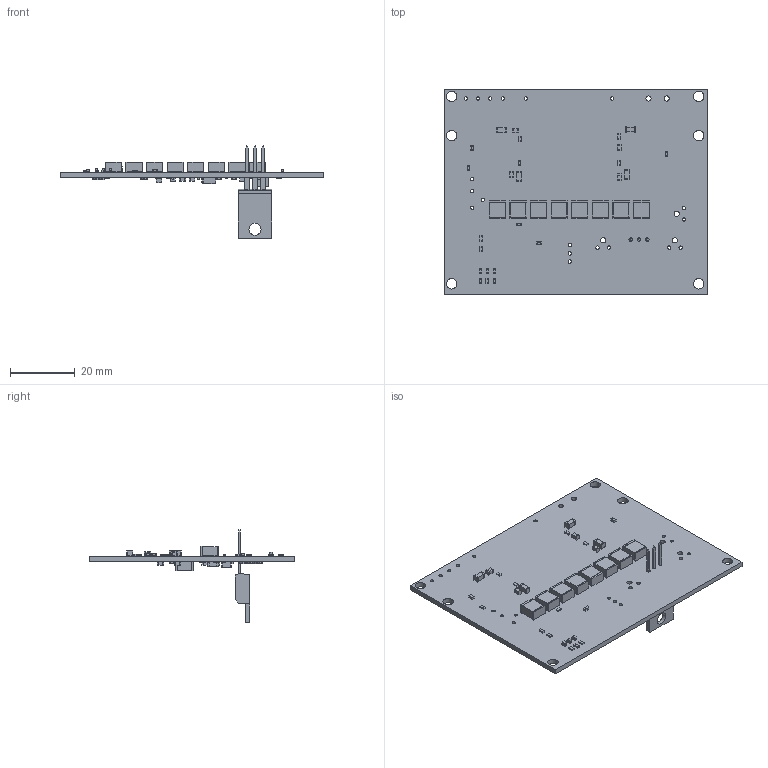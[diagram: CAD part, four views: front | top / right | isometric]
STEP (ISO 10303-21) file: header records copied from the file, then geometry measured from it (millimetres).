
FILE_DESCRIPTION(('KiCad electronic assembly'),'2;1');
FILE_NAME('inverter.step','2024-09-12T15:19:24',('Pcbnew'),('Kicad'), 'Open CASCADE STEP processor 7.6','KiCad to STEP converter','Unknown' );
FILE_SCHEMA(('AUTOMOTIVE_DESIGN { 1 0 10303 214 1 1 1 1 }'));
Length unit declared in the file: millimetre
Products named in the file (20): inverter 1; R_0603_1608Metric; C_1206_3216Metric; LED_0603_1608Metric; C_2220_5650Metric; C_0603_1608Metric; C_0805_2012Metric; TO-220-3_Vertical; R_0805_2012Metric; L_Wuerth_MAPI-4020; L_Wuerth_MAPI_4020; inverter PCB
Assembly tree (73 placements, depth 3):
  inverter 1
    R_0603_1608Metric  x19
      R_0603_1608Metric
    C_1206_3216Metric  x6
      C_1206_3216Metric
    LED_0603_1608Metric  x3
      LED_0603_1608Metric
    C_2220_5650Metric  x9
      C_2220_5650Metric
    C_0603_1608Metric  x14
      C_0603_1608Metric
    C_0805_2012Metric  x9
      C_0805_2012Metric
    TO-220-3_Vertical
      TO-220-3_Vertical
    R_0805_2012Metric
      R_0805_2012Metric
    L_Wuerth_MAPI-4020
      L_Wuerth_MAPI_4020
    inverter PCB
Bounding box: 81.28 x 63.5 x 28.52 mm (x, y, z)
Volume: 9443.3 mm3; surface area: 13052.2 mm2
Topology: 64 solids, 64 shells, 1851 faces, 4812 edges, 3164 vertices
Faces by surface type: plane 1161, cylinder 686, sphere 4
Full cylindrical faces by diameter (mm): 1 x10, 1.016 x3, 1.02 x3, 1.092 x3, 1.1 x3, 1.6 x5, 3.2 x6, 3.735 x1
Entity records: 25059 total; most frequent: CARTESIAN_POINT 4621, DIRECTION 3503, LINE 2154, VECTOR 2154, ORIENTED_EDGE 1740, PCURVE 1740, DEFINITIONAL_REPRESENTATION 1740, EDGE_CURVE 870
